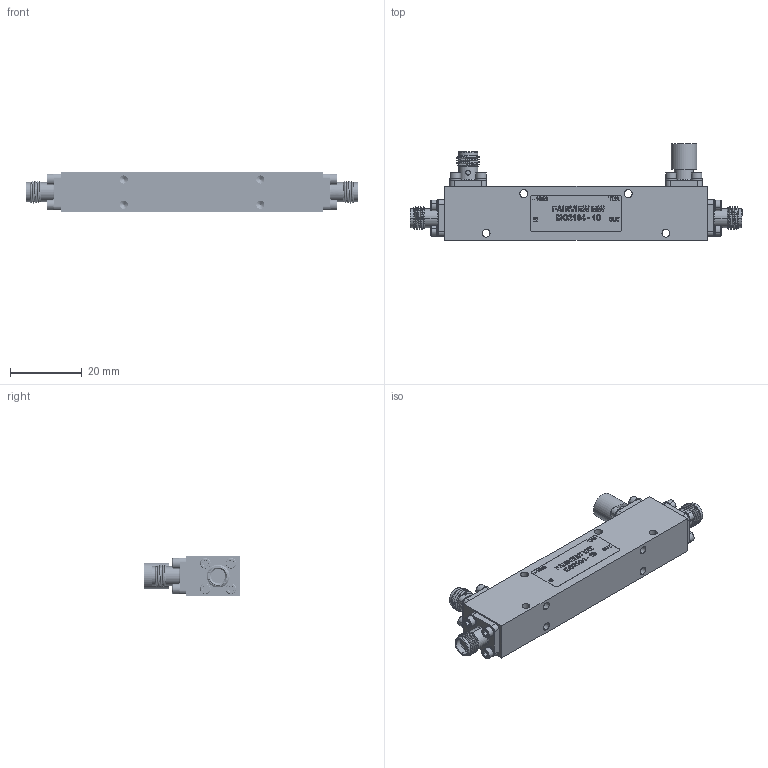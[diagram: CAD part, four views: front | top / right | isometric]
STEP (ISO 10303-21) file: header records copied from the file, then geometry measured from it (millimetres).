
FILE_DESCRIPTION (( 'STEP AP214' ), '1' );
FILE_NAME ('MC2104-10_3D.step', '2025-01-10T18:39:36', ( '' ), ( '' ), 'SwSTEP 2.0', 'SolidWorks 2022', '' );
FILE_SCHEMA (( 'AUTOMOTIVE_DESIGN' ));
Length unit declared in the file: inch
Products named in the file (1): MC2104-10_3D
Bounding box: 92.3 x 26.94 x 11.05 mm (x, y, z)
Volume: 13505.8 mm3; surface area: 8514.7 mm2
Topology: 28 solids, 28 shells, 1806 faces, 4634 edges, 2991 vertices
Faces by surface type: cylinder 818, plane 463, bspline 265, cone 252, torus 8
Entity records: 89547 total; most frequent: CARTESIAN_POINT 44909, ORIENTED_EDGE 9252, DIRECTION 6529, EDGE_CURVE 4626, VERTEX_POINT 2991, AXIS2_PLACEMENT_3D 2290, EDGE_LOOP 1979, LINE 1949
